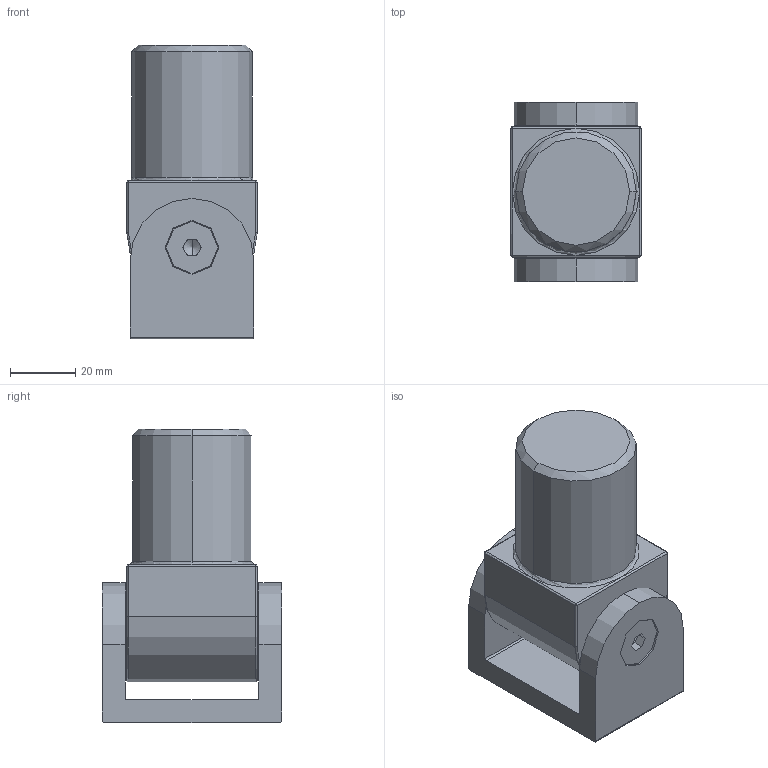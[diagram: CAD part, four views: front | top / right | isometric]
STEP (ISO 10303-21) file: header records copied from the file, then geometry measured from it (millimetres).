
FILE_DESCRIPTION (( 'STEP AP203' ), '1' );
FILE_NAME ('181-SM-W.step', '2021-02-17T08:31:24', ( '' ), ( '' ), 'SwSTEP 2.0', 'SolidWorks 2018', '' );
FILE_SCHEMA (( 'CONFIG_CONTROL_DESIGN' ));
Length unit declared in the file: millimetre
Products named in the file (14): Teil3; Teil4_180-SM-S Teil4; Teil2; DIN-7991 M3-M10_DIN7991 M8x18; Teil1; Teil3_180-SM-S Teil3; DIN-7991 M3-M10; Teil2_181-SM-W Teil2; 181-SM-W; Teil1_181-SM-W Teil1; Teil4
Assembly tree (10 placements, depth 2):
  Teil3
  Teil1
  181-SM-W
    Teil1_181-SM-W Teil1
    Teil2_181-SM-W Teil2
    DIN-7991 M3-M10_DIN7991 M8x18  x2
    Teil3_180-SM-S Teil3  x2
    Teil4_180-SM-S Teil4
  181-SM-W
    DIN-7991 M3-M10
    DIN-7991 M3-M10
    Teil2
  Teil3
Bounding box: 40 x 55 x 90 mm (x, y, z)
Volume: 126227.8 mm3; surface area: 36702.6 mm2
Topology: 11 solids, 11 shells, 491 faces, 1192 edges, 746 vertices
Faces by surface type: plane 209, bspline 100, cylinder 76, torus 68, cone 34, sphere 4
Entity records: 18739 total; most frequent: CARTESIAN_POINT 7887, ORIENTED_EDGE 2070, DIRECTION 1737, EDGE_CURVE 1035, VERTEX_POINT 657, LINE 607, VECTOR 607, AXIS2_PLACEMENT_3D 565
